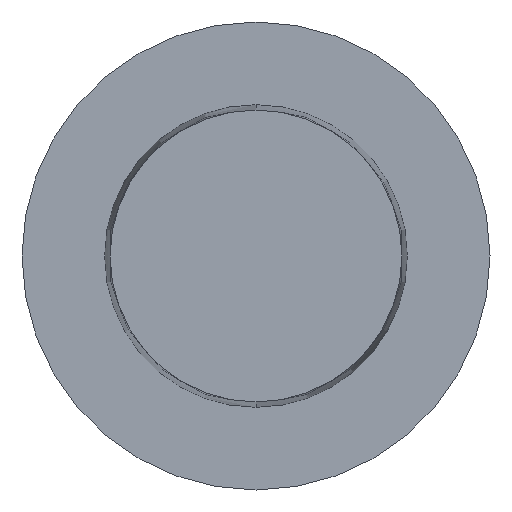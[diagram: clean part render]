
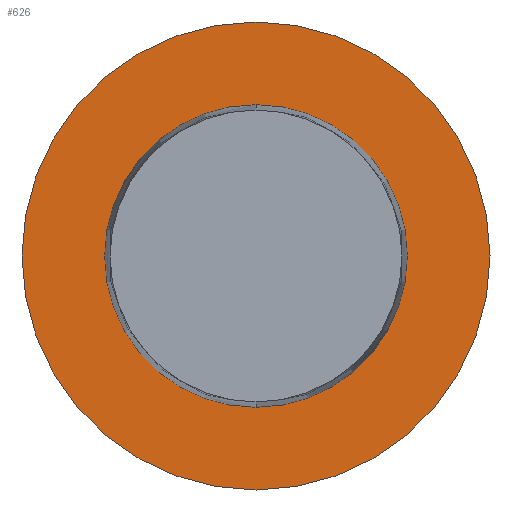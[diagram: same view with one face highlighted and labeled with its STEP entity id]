
A CAD part, front view. The second image highlights one B-rep face of the part: STEP entity #626.
In plain terms, the highlighted planar face has unit normal (0, -1, 0).
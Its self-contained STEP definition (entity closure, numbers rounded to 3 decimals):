
#43 = EDGE_CURVE ( 'NONE', #55, #44, #289, .T. ) ;
#44 = VERTEX_POINT ( 'NONE', #270 ) ;
#55 = VERTEX_POINT ( 'NONE', #294 ) ;
#97 = EDGE_CURVE ( 'NONE', #100, #99, #405, .T. ) ;
#99 = VERTEX_POINT ( 'NONE', #396 ) ;
#100 = VERTEX_POINT ( 'NONE', #395 ) ;
#270 = CARTESIAN_POINT ( 'NONE',  ( 0., 7.998, -7.5 ) ) ;
#271 = DIRECTION ( 'NONE',  ( 0., 0., 1. ) ) ;
#280 = DIRECTION ( 'NONE',  ( 0., 1., 0. ) ) ;
#281 = CARTESIAN_POINT ( 'NONE',  ( 0., 7.998, 0. ) ) ;
#282 = AXIS2_PLACEMENT_3D ( 'NONE', #281, #280, #271 ) ;
#289 = CIRCLE ( 'NONE', #282, 7.5 ) ;
#294 = CARTESIAN_POINT ( 'NONE',  ( 0., 7.998, 7.5 ) ) ;
#395 = CARTESIAN_POINT ( 'NONE',  ( 0., 7.998, 4.85 ) ) ;
#396 = CARTESIAN_POINT ( 'NONE',  ( 0., 7.998, -4.85 ) ) ;
#401 = DIRECTION ( 'NONE',  ( 0., 0., 1. ) ) ;
#402 = DIRECTION ( 'NONE',  ( 0., 1., 0. ) ) ;
#403 = CARTESIAN_POINT ( 'NONE',  ( 0., 7.998, 0. ) ) ;
#404 = AXIS2_PLACEMENT_3D ( 'NONE', #403, #402, #401 ) ;
#405 = CIRCLE ( 'NONE', #404, 4.85 ) ;
#622 = EDGE_CURVE ( 'NONE', #99, #100, #1023, .T. ) ;
#626 = ADVANCED_FACE ( 'NONE', ( #1163, #1162 ), #1161, .F. ) ;
#627 = EDGE_LOOP ( 'NONE', ( #628, #630 ) ) ;
#628 = ORIENTED_EDGE ( 'NONE', *, *, #629, .F. ) ;
#629 = EDGE_CURVE ( 'NONE', #44, #55, #1156, .T. ) ;
#630 = ORIENTED_EDGE ( 'NONE', *, *, #43, .F. ) ;
#631 = EDGE_LOOP ( 'NONE', ( #632, #633 ) ) ;
#632 = ORIENTED_EDGE ( 'NONE', *, *, #97, .T. ) ;
#633 = ORIENTED_EDGE ( 'NONE', *, *, #622, .T. ) ;
#1019 = DIRECTION ( 'NONE',  ( 0., 0., 1. ) ) ;
#1020 = DIRECTION ( 'NONE',  ( 0., 1., 0. ) ) ;
#1021 = CARTESIAN_POINT ( 'NONE',  ( 0., 7.998, 0. ) ) ;
#1022 = AXIS2_PLACEMENT_3D ( 'NONE', #1021, #1020, #1019 ) ;
#1023 = CIRCLE ( 'NONE', #1022, 4.85 ) ;
#1152 = DIRECTION ( 'NONE',  ( 0., 0., 1. ) ) ;
#1153 = DIRECTION ( 'NONE',  ( 0., 1., 0. ) ) ;
#1154 = CARTESIAN_POINT ( 'NONE',  ( 0., 7.998, 0. ) ) ;
#1155 = AXIS2_PLACEMENT_3D ( 'NONE', #1154, #1153, #1152 ) ;
#1156 = CIRCLE ( 'NONE', #1155, 7.5 ) ;
#1157 = DIRECTION ( 'NONE',  ( 0., 0., 1. ) ) ;
#1158 = DIRECTION ( 'NONE',  ( 0., 1., 0. ) ) ;
#1159 = CARTESIAN_POINT ( 'NONE',  ( 0., 7.998, 0. ) ) ;
#1160 = AXIS2_PLACEMENT_3D ( 'NONE', #1159, #1158, #1157 ) ;
#1161 = PLANE ( 'NONE',  #1160 ) ;
#1162 = FACE_BOUND ( 'NONE', #631, .T. ) ;
#1163 = FACE_OUTER_BOUND ( 'NONE', #627, .T. ) ;
